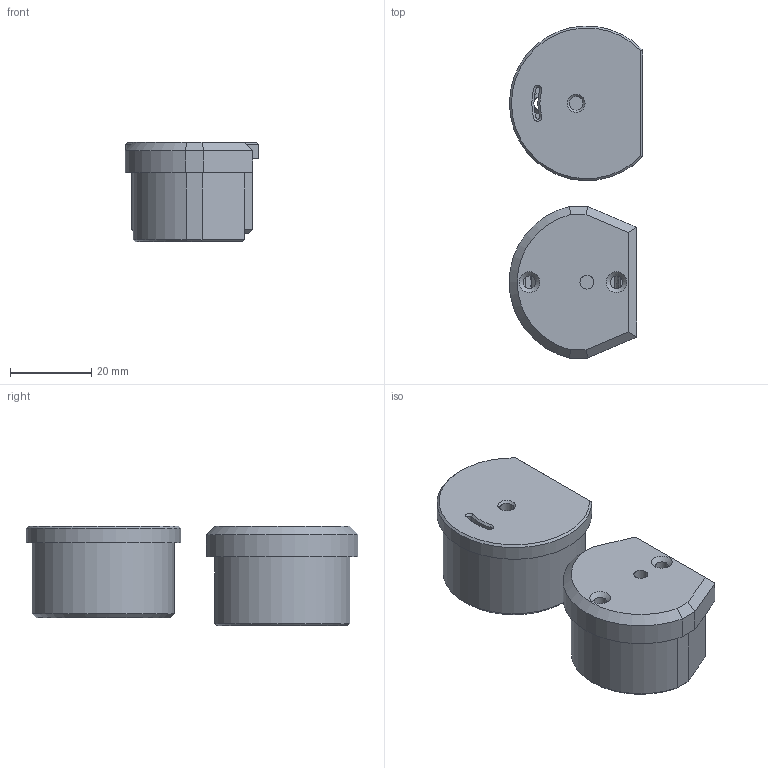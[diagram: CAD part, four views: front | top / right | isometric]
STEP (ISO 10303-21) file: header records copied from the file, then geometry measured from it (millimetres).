
FILE_DESCRIPTION(/* description */ (''),/* implementation_level */ '2;1');
FILE_NAME(/* name */ 'SB_MOS-PLUS_SOCK.step',/* time_stamp */ '2023-01-27T13:11:02+01:00',/* author */ (''),/* organization */ (''),/* preprocessor_version */ 'ST-DEVELOPER v19.2',/* originating_system */ 'Autodesk Translation Framework v11.17.0.187',/* authorisation */ '');
FILE_SCHEMA (('AUTOMOTIVE_DESIGN { 1 0 10303 214 3 1 1 }'));
Length unit declared in the file: millimetre
Products named in the file (3): SB_MOS-PLUS_SOCK; SB_MOS-PLUS_SOCK_SHIELD; SB_MOS-PLUS_SOCK_TOP
Assembly tree (2 placements, depth 2):
  SB_MOS-PLUS_SOCK
    SB_MOS-PLUS_SOCK_SHIELD
    SB_MOS-PLUS_SOCK_TOP
Bounding box: 32.93 x 81.73 x 24.4 mm (x, y, z)
Volume: 35644.1 mm3; surface area: 19160 mm2
Topology: 4 solids, 4 shells, 217 faces, 491 edges, 304 vertices
Faces by surface type: plane 102, cylinder 60, cone 28, torus 14, bspline 11, sphere 2
Full cylindrical faces by diameter (mm): 1.9 x2, 2.4 x4, 3 x1, 3.1 x3, 3.2 x2, 3.4 x2, 4.7 x2, 5 x2, 6.5 x1, 6.8 x1, 7 x2, 9.4 x1, 10.6 x1, 12.6 x1
Entity records: 6645 total; most frequent: CARTESIAN_POINT 1634, DIRECTION 1068, ORIENTED_EDGE 982, EDGE_CURVE 491, AXIS2_PLACEMENT_3D 418, VERTEX_POINT 304, EDGE_LOOP 255, LINE 232
